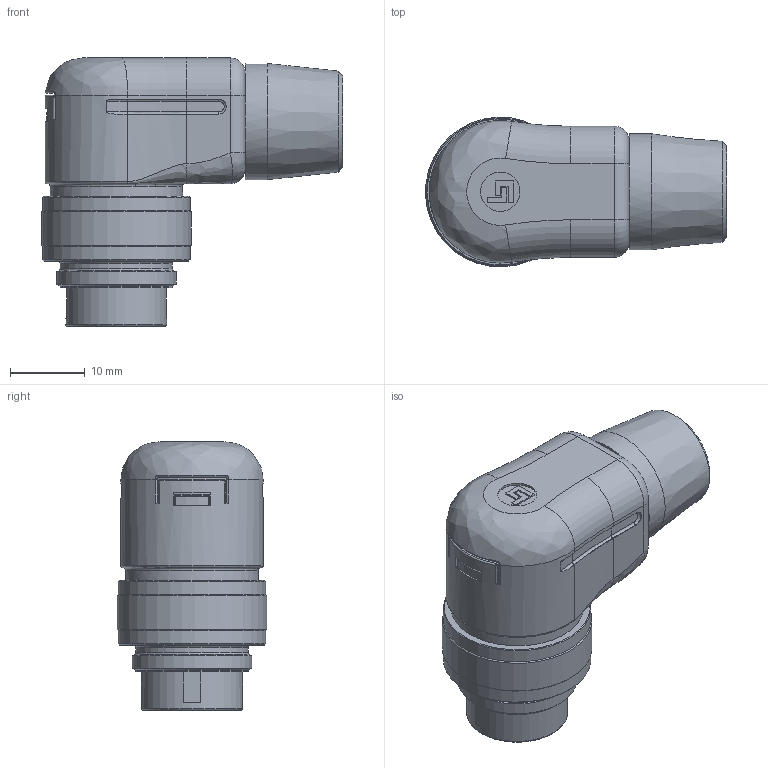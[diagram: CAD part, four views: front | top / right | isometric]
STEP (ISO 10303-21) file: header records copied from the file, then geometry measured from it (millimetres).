
FILE_DESCRIPTION(/* description */ (''),/* implementation_level */ '2;1');
FILE_NAME(/* name */ '99_0145_12_07_simplify_00.stp',/* time_stamp */ '2011-04-05T14:39:32+02:00',/* author */ (''),/* organization */ (''),/* preprocessor_version */ 'ST-DEVELOPER v11',/* originating_system */ 'UGS - NX 5.0',/* authorisation */ '');
FILE_SCHEMA (('CONFIG_CONTROL_DESIGN'));
Length unit declared in the file: millimetre
Products named in the file (1): kbor9A106hi5
Bounding box: 40.19 x 19.98 x 35.8 mm (x, y, z)
Volume: 12851.6 mm3; surface area: 4490.1 mm2
Topology: 1 solids, 1 shells, 226 faces, 525 edges, 312 vertices
Faces by surface type: plane 80, cylinder 57, bspline 40, cone 24, torus 23, sphere 2
Full cylindrical faces by diameter (mm): 1.49 x7, 4.4 x2, 5.248 x1, 13.5 x1, 15 x2, 15.5 x1, 16 x1, 17.7 x1, 19.7 x2, 20 x1
Entity records: 7184 total; most frequent: CARTESIAN_POINT 2481, DIRECTION 954, ORIENTED_EDGE 898, EDGE_CURVE 449, AXIS2_PLACEMENT_3D 398, EDGE_LOOP 303, VERTEX_POINT 302, ADVANCED_FACE 226
